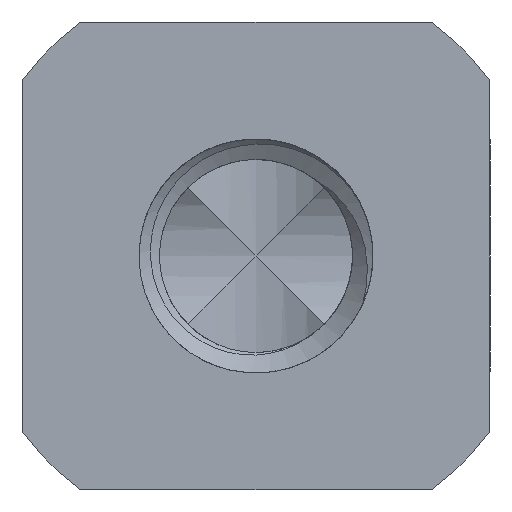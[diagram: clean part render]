
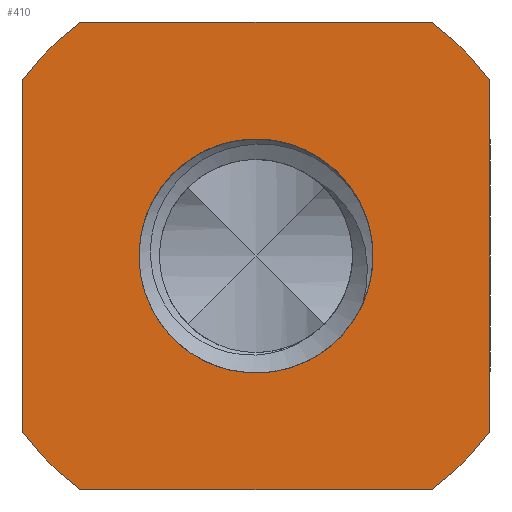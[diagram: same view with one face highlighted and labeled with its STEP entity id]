
A CAD part, front view. The second image highlights one B-rep face of the part: STEP entity #410.
In plain terms, the highlighted planar face has unit normal (0, -1, 0).
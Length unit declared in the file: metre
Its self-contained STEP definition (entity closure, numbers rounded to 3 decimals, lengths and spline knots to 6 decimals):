
#410 = ADVANCED_FACE( 'NONE', ( #952, #953 ), #954, .F. );
#952 = FACE_OUTER_BOUND( '', #2597, .T. );
#953 = FACE_BOUND( '', #2598, .T. );
#954 = PLANE( '', #2599 );
#2597 = EDGE_LOOP( '', ( #4535, #4536, #4537, #4538, #4539, #4540, #4541, #4542 ) );
#2598 = EDGE_LOOP( '', ( #4543, #4544 ) );
#2599 = AXIS2_PLACEMENT_3D( '', #4545, #4546, #4547 );
#4535 = ORIENTED_EDGE( '', *, *, #5919, .F. );
#4536 = ORIENTED_EDGE( '', *, *, #5920, .F. );
#4537 = ORIENTED_EDGE( '', *, *, #5921, .F. );
#4538 = ORIENTED_EDGE( '', *, *, #5473, .F. );
#4539 = ORIENTED_EDGE( '', *, *, #5423, .T. );
#4540 = ORIENTED_EDGE( '', *, *, #5922, .F. );
#4541 = ORIENTED_EDGE( '', *, *, #5923, .T. );
#4542 = ORIENTED_EDGE( '', *, *, #5468, .F. );
#4543 = ORIENTED_EDGE( '', *, *, #5514, .T. );
#4544 = ORIENTED_EDGE( '', *, *, #5924, .T. );
#4545 = CARTESIAN_POINT( '', ( 0., -0.004, 0. ) );
#4546 = DIRECTION( '', ( 0., 1., 0. ) );
#4547 = DIRECTION( '', ( 1., 0., 0. ) );
#5423 = EDGE_CURVE( 'NONE', #6409, #6410, #6411, .T. );
#5468 = EDGE_CURVE( 'NONE', #6488, #6489, #6490, .T. );
#5473 = EDGE_CURVE( 'NONE', #6409, #6497, #6498, .T. );
#5514 = EDGE_CURVE( 'NONE', #6558, #6526, #6573, .T. );
#5919 = EDGE_CURVE( 'NONE', #7232, #6488, #7233, .T. );
#5920 = EDGE_CURVE( 'NONE', #7234, #7232, #7235, .T. );
#5921 = EDGE_CURVE( 'NONE', #6497, #7234, #7236, .T. );
#5922 = EDGE_CURVE( 'NONE', #7237, #6410, #7238, .T. );
#5923 = EDGE_CURVE( 'NONE', #7237, #6489, #7239, .T. );
#5924 = EDGE_CURVE( 'NONE', #6526, #6558, #7240, .T. );
#6409 = VERTEX_POINT( 'NONE', #8760 );
#6410 = VERTEX_POINT( 'NONE', #8761 );
#6411 = LINE( '', #8762, #8763 );
#6488 = VERTEX_POINT( 'NONE', #8861 );
#6489 = VERTEX_POINT( 'NONE', #8862 );
#6490 = CIRCLE( '', #8863, 0.005 );
#6497 = VERTEX_POINT( 'NONE', #8872 );
#6498 = CIRCLE( '', #8873, 0.005 );
#6526 = VERTEX_POINT( 'NONE', #9022 );
#6558 = VERTEX_POINT( 'NONE', #9159 );
#6573 = CIRCLE( '', #9272, 0.002 );
#7232 = VERTEX_POINT( 'NONE', #11799 );
#7233 = LINE( '', #11800, #11801 );
#7234 = VERTEX_POINT( 'NONE', #11802 );
#7235 = CIRCLE( '', #11803, 0.005 );
#7236 = LINE( '', #11804, #11805 );
#7237 = VERTEX_POINT( 'NONE', #11806 );
#7238 = CIRCLE( '', #11807, 0.005 );
#7239 = LINE( '', #11808, #11809 );
#7240 = CIRCLE( '', #11810, 0.002 );
#8760 = CARTESIAN_POINT( '', ( -0.003, -0.004, -0.004 ) );
#8761 = CARTESIAN_POINT( '', ( 0.003, -0.004, -0.004 ) );
#8762 = CARTESIAN_POINT( '', ( 0., -0.004, -0.004 ) );
#8763 = VECTOR( '', #12517, 1. );
#8861 = CARTESIAN_POINT( '', ( 0.003, -0.004, 0.004 ) );
#8862 = CARTESIAN_POINT( '', ( 0.004, -0.004, 0.003 ) );
#8863 = AXIS2_PLACEMENT_3D( '', #12611, #12612, #12613 );
#8872 = CARTESIAN_POINT( '', ( -0.004, -0.004, -0.003 ) );
#8873 = AXIS2_PLACEMENT_3D( '', #12619, #12620, #12621 );
#9022 = CARTESIAN_POINT( '', ( 0.001823, -0.004, -0.000822 ) );
#9159 = CARTESIAN_POINT( '', ( 0.001863, -0.004, 0.000727 ) );
#9272 = AXIS2_PLACEMENT_3D( '', #12656, #12657, #12658 );
#11799 = CARTESIAN_POINT( '', ( -0.003, -0.004, 0.004 ) );
#11800 = CARTESIAN_POINT( '', ( 0., -0.004, 0.004 ) );
#11801 = VECTOR( '', #13096, 1. );
#11802 = CARTESIAN_POINT( '', ( -0.004, -0.004, 0.003 ) );
#11803 = AXIS2_PLACEMENT_3D( '', #13097, #13098, #13099 );
#11804 = CARTESIAN_POINT( '', ( -0.004, -0.004, 0. ) );
#11805 = VECTOR( '', #13100, 1. );
#11806 = CARTESIAN_POINT( '', ( 0.004, -0.004, -0.003 ) );
#11807 = AXIS2_PLACEMENT_3D( '', #13101, #13102, #13103 );
#11808 = CARTESIAN_POINT( '', ( 0.004, -0.004, 0. ) );
#11809 = VECTOR( '', #13104, 1. );
#11810 = AXIS2_PLACEMENT_3D( '', #13105, #13106, #13107 );
#12517 = DIRECTION( '', ( 1., 0., 0. ) );
#12611 = CARTESIAN_POINT( '', ( 0., -0.004, 0. ) );
#12612 = DIRECTION( '', ( 0., 1., 0. ) );
#12613 = DIRECTION( '', ( 0., 0., 1. ) );
#12619 = CARTESIAN_POINT( '', ( 0., -0.004, 0. ) );
#12620 = DIRECTION( '', ( 0., 1., 0. ) );
#12621 = DIRECTION( '', ( 0., 0., 1. ) );
#12656 = CARTESIAN_POINT( '', ( 0., -0.004, 0. ) );
#12657 = DIRECTION( '', ( 0., 1., 0. ) );
#12658 = DIRECTION( '', ( 0., 0., 1. ) );
#13096 = DIRECTION( '', ( 1., 0., 0. ) );
#13097 = CARTESIAN_POINT( '', ( 0., -0.004, 0. ) );
#13098 = DIRECTION( '', ( 0., 1., 0. ) );
#13099 = DIRECTION( '', ( 0., 0., 1. ) );
#13100 = DIRECTION( '', ( 0., 0., 1. ) );
#13101 = CARTESIAN_POINT( '', ( 0., -0.004, 0. ) );
#13102 = DIRECTION( '', ( 0., 1., 0. ) );
#13103 = DIRECTION( '', ( 0., 0., 1. ) );
#13104 = DIRECTION( '', ( 0., 0., 1. ) );
#13105 = CARTESIAN_POINT( '', ( 0., -0.004, 0. ) );
#13106 = DIRECTION( '', ( 0., 1., 0. ) );
#13107 = DIRECTION( '', ( 0., 0., 1. ) );
